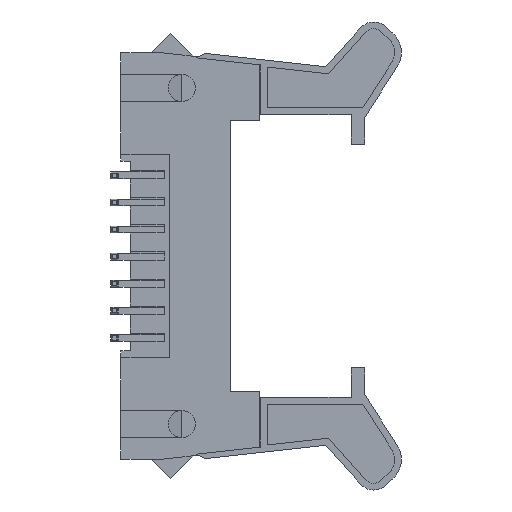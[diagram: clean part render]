
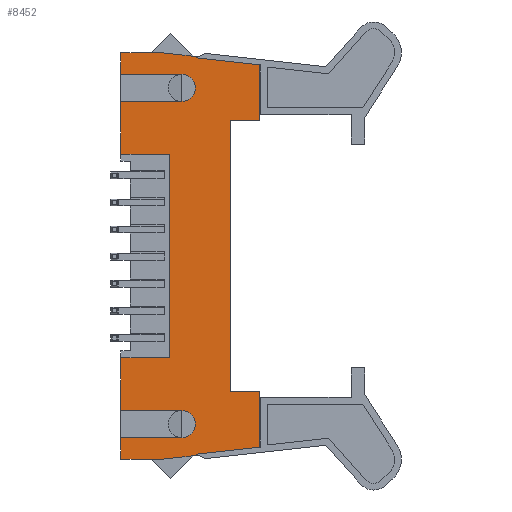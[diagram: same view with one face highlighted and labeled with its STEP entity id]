
A CAD part, front view. The second image highlights one B-rep face of the part: STEP entity #8452.
In plain terms, the highlighted planar face has unit normal (0, -1, 0).
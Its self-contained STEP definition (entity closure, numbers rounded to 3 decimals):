
#1=DIRECTION('',(-0.901,0.,-0.433));
#2=VECTOR('',#1,0.173);
#3=CARTESIAN_POINT('',(0.613,-2.95,6.699));
#4=LINE('',#3,#2);
#5=DIRECTION('',(-0.994,0.,0.11));
#6=VECTOR('',#5,4.671);
#7=CARTESIAN_POINT('',(5.1,-2.95,6.11));
#8=LINE('',#7,#6);
#9=DIRECTION('',(-0.994,0.,-0.11));
#10=VECTOR('',#9,4.671);
#11=CARTESIAN_POINT('',(5.1,-2.95,-22.11));
#12=LINE('',#11,#10);
#13=DIRECTION('',(-0.901,0.,0.433));
#14=VECTOR('',#13,0.173);
#15=CARTESIAN_POINT('',(0.613,-2.95,-22.699));
#16=LINE('',#15,#14);
#17=DIRECTION('',(-0.994,0.,-0.11));
#18=VECTOR('',#17,2.73);
#19=CARTESIAN_POINT('',(0.613,-2.95,-22.699));
#20=LINE('',#19,#18);
#21=CARTESIAN_POINT('',(-0.596,-2.95,-20.4));
#22=DIRECTION('',(0.,-1.,0.));
#23=DIRECTION('',(0.,0.,-1.));
#24=AXIS2_PLACEMENT_3D('',#21,#22,#23);
#26=CARTESIAN_POINT('',(-0.596,-2.95,4.4));
#27=DIRECTION('',(0.,-1.,0.));
#28=DIRECTION('',(0.,0.,-1.));
#29=AXIS2_PLACEMENT_3D('',#26,#27,#28);
#31=DIRECTION('',(0.994,0.,-0.11));
#32=VECTOR('',#31,2.73);
#33=CARTESIAN_POINT('',(-2.1,-2.95,7.));
#34=LINE('',#33,#32);
#55=DIRECTION('',(1.,0.,0.));
#56=VECTOR('',#55,3.);
#57=CARTESIAN_POINT('',(-5.1,-2.95,7.));
#58=LINE('',#57,#56);
#136=DIRECTION('',(0.,0.,-1.));
#137=VECTOR('',#136,4.11);
#138=CARTESIAN_POINT('',(5.1,-2.95,6.11));
#139=LINE('',#138,#137);
#783=DIRECTION('',(0.,0.,-1.));
#784=VECTOR('',#783,4.11);
#785=CARTESIAN_POINT('',(5.1,-2.95,-18.));
#786=LINE('',#785,#784);
#807=DIRECTION('',(1.,0.,0.));
#808=VECTOR('',#807,2.1);
#809=CARTESIAN_POINT('',(3.,-2.95,-18.));
#810=LINE('',#809,#808);
#934=DIRECTION('',(1.,0.,0.));
#935=VECTOR('',#934,4.504);
#936=CARTESIAN_POINT('',(-5.1,-2.95,-21.4));
#937=LINE('',#936,#935);
#989=DIRECTION('',(1.,0.,0.));
#990=VECTOR('',#989,4.504);
#991=CARTESIAN_POINT('',(-5.1,-2.95,-19.4));
#992=LINE('',#991,#990);
#997=DIRECTION('',(0.,0.,-1.));
#998=VECTOR('',#997,3.9);
#999=CARTESIAN_POINT('',(-5.1,-2.95,-15.5));
#1000=LINE('',#999,#998);
#1009=DIRECTION('',(0.,0.,-1.));
#1010=VECTOR('',#1009,1.6);
#1011=CARTESIAN_POINT('',(-5.1,-2.95,-21.4));
#1012=LINE('',#1011,#1010);
#1529=DIRECTION('',(0.,0.,-1.));
#1530=VECTOR('',#1529,1.6);
#1531=CARTESIAN_POINT('',(-5.1,-2.95,7.));
#1532=LINE('',#1531,#1530);
#1533=DIRECTION('',(0.,0.,-1.));
#1534=VECTOR('',#1533,3.9);
#1535=CARTESIAN_POINT('',(-5.1,-2.95,3.4));
#1536=LINE('',#1535,#1534);
#1833=DIRECTION('',(1.,0.,0.));
#1834=VECTOR('',#1833,4.504);
#1835=CARTESIAN_POINT('',(-5.1,-2.95,3.4));
#1836=LINE('',#1835,#1834);
#1888=DIRECTION('',(1.,0.,0.));
#1889=VECTOR('',#1888,4.504);
#1890=CARTESIAN_POINT('',(-5.1,-2.95,5.4));
#1891=LINE('',#1890,#1889);
#2139=DIRECTION('',(1.,0.,0.));
#2140=VECTOR('',#2139,3.6);
#2141=CARTESIAN_POINT('',(-5.1,-2.95,-0.5));
#2142=LINE('',#2141,#2140);
#2147=DIRECTION('',(0.,0.,-1.));
#2148=VECTOR('',#2147,15.);
#2149=CARTESIAN_POINT('',(-1.5,-2.95,-0.5));
#2150=LINE('',#2149,#2148);
#2159=DIRECTION('',(1.,0.,0.));
#2160=VECTOR('',#2159,3.6);
#2161=CARTESIAN_POINT('',(-5.1,-2.95,-15.5));
#2162=LINE('',#2161,#2160);
#5407=DIRECTION('',(1.,0.,0.));
#5408=VECTOR('',#5407,3.);
#5409=CARTESIAN_POINT('',(-5.1,-2.95,-23.));
#5410=LINE('',#5409,#5408);
#6215=DIRECTION('',(0.,0.,-1.));
#6216=VECTOR('',#6215,20.);
#6217=CARTESIAN_POINT('',(3.,-2.95,2.));
#6218=LINE('',#6217,#6216);
#6239=DIRECTION('',(1.,0.,0.));
#6240=VECTOR('',#6239,2.1);
#6241=CARTESIAN_POINT('',(3.,-2.95,2.));
#6242=LINE('',#6241,#6240);
#6765=CARTESIAN_POINT('',(-1.5,-2.95,-0.5));
#6766=CARTESIAN_POINT('',(-1.5,-2.95,-15.5));
#6767=VERTEX_POINT('',#6765);
#6768=VERTEX_POINT('',#6766);
#6769=CARTESIAN_POINT('',(-5.1,-2.95,-15.5));
#6770=VERTEX_POINT('',#6769);
#6771=CARTESIAN_POINT('',(-5.1,-2.95,-19.4));
#6772=VERTEX_POINT('',#6771);
#6773=CARTESIAN_POINT('',(-0.596,-2.95,-19.4));
#6774=VERTEX_POINT('',#6773);
#6775=CARTESIAN_POINT('',(-0.596,-2.95,-21.4));
#6776=VERTEX_POINT('',#6775);
#6777=CARTESIAN_POINT('',(-5.1,-2.95,-21.4));
#6778=VERTEX_POINT('',#6777);
#6779=CARTESIAN_POINT('',(-5.1,-2.95,-23.));
#6780=VERTEX_POINT('',#6779);
#6781=CARTESIAN_POINT('',(-2.1,-2.95,-23.));
#6782=VERTEX_POINT('',#6781);
#6783=CARTESIAN_POINT('',(3.,-2.95,-18.));
#6784=CARTESIAN_POINT('',(5.1,-2.95,-18.));
#6785=VERTEX_POINT('',#6783);
#6786=VERTEX_POINT('',#6784);
#6787=CARTESIAN_POINT('',(3.,-2.95,2.));
#6788=VERTEX_POINT('',#6787);
#6789=CARTESIAN_POINT('',(5.1,-2.95,2.));
#6790=VERTEX_POINT('',#6789);
#6791=CARTESIAN_POINT('',(-5.1,-2.95,7.));
#6792=CARTESIAN_POINT('',(-2.1,-2.95,7.));
#6793=VERTEX_POINT('',#6791);
#6794=VERTEX_POINT('',#6792);
#6795=CARTESIAN_POINT('',(-5.1,-2.95,5.4));
#6796=VERTEX_POINT('',#6795);
#6797=CARTESIAN_POINT('',(-0.596,-2.95,5.4));
#6798=VERTEX_POINT('',#6797);
#6799=CARTESIAN_POINT('',(-0.596,-2.95,3.4));
#6800=VERTEX_POINT('',#6799);
#6801=CARTESIAN_POINT('',(-5.1,-2.95,3.4));
#6802=VERTEX_POINT('',#6801);
#6803=CARTESIAN_POINT('',(-5.1,-2.95,-0.5));
#6804=VERTEX_POINT('',#6803);
#7969=CARTESIAN_POINT('',(0.613,-2.95,-22.699));
#7970=CARTESIAN_POINT('',(0.458,-2.95,-22.624));
#7971=VERTEX_POINT('',#7969);
#7972=VERTEX_POINT('',#7970);
#7973=CARTESIAN_POINT('',(5.1,-2.95,-22.11));
#7974=VERTEX_POINT('',#7973);
#8041=CARTESIAN_POINT('',(0.613,-2.95,6.699));
#8042=CARTESIAN_POINT('',(0.458,-2.95,6.624));
#8043=VERTEX_POINT('',#8041);
#8044=VERTEX_POINT('',#8042);
#8045=CARTESIAN_POINT('',(5.1,-2.95,6.11));
#8046=VERTEX_POINT('',#8045);
#8393=CARTESIAN_POINT('',(0.,-2.95,-8.));
#8394=DIRECTION('',(0.,1.,0.));
#8395=DIRECTION('',(1.,0.,0.));
#8396=AXIS2_PLACEMENT_3D('',#8393,#8394,#8395);
#8397=PLANE('',#8396);
#8399=ORIENTED_EDGE('',*,*,#8398,.T.);
#8401=ORIENTED_EDGE('',*,*,#8400,.F.);
#8403=ORIENTED_EDGE('',*,*,#8402,.T.);
#8405=ORIENTED_EDGE('',*,*,#8404,.F.);
#8407=ORIENTED_EDGE('',*,*,#8406,.T.);
#8409=ORIENTED_EDGE('',*,*,#8408,.T.);
#8411=ORIENTED_EDGE('',*,*,#8410,.T.);
#8413=ORIENTED_EDGE('',*,*,#8412,.T.);
#8415=ORIENTED_EDGE('',*,*,#8414,.F.);
#8417=ORIENTED_EDGE('',*,*,#8416,.T.);
#8419=ORIENTED_EDGE('',*,*,#8418,.F.);
#8421=ORIENTED_EDGE('',*,*,#8420,.F.);
#8423=ORIENTED_EDGE('',*,*,#8422,.T.);
#8425=ORIENTED_EDGE('',*,*,#8424,.T.);
#8427=ORIENTED_EDGE('',*,*,#8426,.F.);
#8429=ORIENTED_EDGE('',*,*,#8428,.F.);
#8431=ORIENTED_EDGE('',*,*,#8430,.T.);
#8433=ORIENTED_EDGE('',*,*,#8432,.F.);
#8435=ORIENTED_EDGE('',*,*,#8434,.F.);
#8437=ORIENTED_EDGE('',*,*,#8436,.F.);
#8439=ORIENTED_EDGE('',*,*,#8438,.T.);
#8441=ORIENTED_EDGE('',*,*,#8440,.T.);
#8443=ORIENTED_EDGE('',*,*,#8442,.F.);
#8445=ORIENTED_EDGE('',*,*,#8444,.F.);
#8447=ORIENTED_EDGE('',*,*,#8446,.T.);
#8449=ORIENTED_EDGE('',*,*,#8448,.T.);
#8450=EDGE_LOOP('',(#8399,#8401,#8403,#8405,#8407,#8409,#8411,#8413,#8415,#8417,
#8419,#8421,#8423,#8425,#8427,#8429,#8431,#8433,#8435,#8437,#8439,#8441,#8443,
#8445,#8447,#8449));
#8451=FACE_OUTER_BOUND('',#8450,.F.);
#25=CIRCLE('',#24,1.);
#30=CIRCLE('',#29,1.);
#8398=EDGE_CURVE('',#8043,#8044,#4,.T.);
#8400=EDGE_CURVE('',#8046,#8044,#8,.T.);
#8402=EDGE_CURVE('',#8046,#6790,#139,.T.);
#8404=EDGE_CURVE('',#6788,#6790,#6242,.T.);
#8406=EDGE_CURVE('',#6788,#6785,#6218,.T.);
#8408=EDGE_CURVE('',#6785,#6786,#810,.T.);
#8410=EDGE_CURVE('',#6786,#7974,#786,.T.);
#8412=EDGE_CURVE('',#7974,#7972,#12,.T.);
#8414=EDGE_CURVE('',#7971,#7972,#16,.T.);
#8416=EDGE_CURVE('',#7971,#6782,#20,.T.);
#8418=EDGE_CURVE('',#6780,#6782,#5410,.T.);
#8420=EDGE_CURVE('',#6778,#6780,#1012,.T.);
#8422=EDGE_CURVE('',#6778,#6776,#937,.T.);
#8424=EDGE_CURVE('',#6776,#6774,#25,.T.);
#8426=EDGE_CURVE('',#6772,#6774,#992,.T.);
#8428=EDGE_CURVE('',#6770,#6772,#1000,.T.);
#8430=EDGE_CURVE('',#6770,#6768,#2162,.T.);
#8432=EDGE_CURVE('',#6767,#6768,#2150,.T.);
#8434=EDGE_CURVE('',#6804,#6767,#2142,.T.);
#8436=EDGE_CURVE('',#6802,#6804,#1536,.T.);
#8438=EDGE_CURVE('',#6802,#6800,#1836,.T.);
#8440=EDGE_CURVE('',#6800,#6798,#30,.T.);
#8442=EDGE_CURVE('',#6796,#6798,#1891,.T.);
#8444=EDGE_CURVE('',#6793,#6796,#1532,.T.);
#8446=EDGE_CURVE('',#6793,#6794,#58,.T.);
#8448=EDGE_CURVE('',#6794,#8043,#34,.T.);
#8452=ADVANCED_FACE('',(#8451),#8397,.F.);
